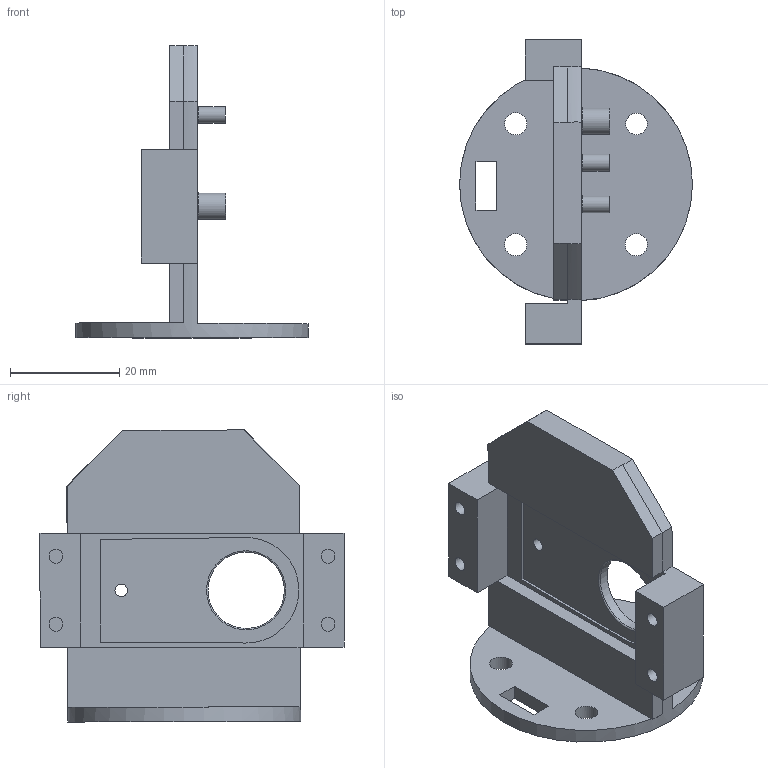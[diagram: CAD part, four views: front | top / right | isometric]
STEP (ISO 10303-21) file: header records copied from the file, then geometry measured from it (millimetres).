
FILE_DESCRIPTION(/* description */ (''),/* implementation_level */ '2;1');
FILE_NAME(/* name */ 'Claw Part 1.step',/* time_stamp */ '2025-12-02T22:43:48-08:00',/* author */ (''),/* organization */ (''),/* preprocessor_version */ 'ST-DEVELOPER v20.1',/* originating_system */ 'Autodesk Translation Framework v14.21.0.0',/* authorisation */ '');
FILE_SCHEMA (('AUTOMOTIVE_DESIGN { 1 0 10303 214 3 1 1 }'));
Length unit declared in the file: metre
Products named in the file (1): Claw Part 1
Bounding box: 42.62 x 55.63 x 53.45 mm (x, y, z)
Volume: 14062.1 mm3; surface area: 9688.7 mm2
Topology: 1 solids, 1 shells, 71 faces, 167 edges, 108 vertices
Faces by surface type: plane 44, cylinder 19, torus 4, cone 2, bspline 2
Full cylindrical faces by diameter (mm): 2.286 x3, 2.54 x4, 3.048 x2, 3.937 x1, 4.064 x3, 4.826 x1, 13.97 x1, 42.616 x1
Entity records: 2123 total; most frequent: CARTESIAN_POINT 383, DIRECTION 359, ORIENTED_EDGE 334, EDGE_CURVE 167, AXIS2_PLACEMENT_3D 128, VERTEX_POINT 108, LINE 103, VECTOR 103
